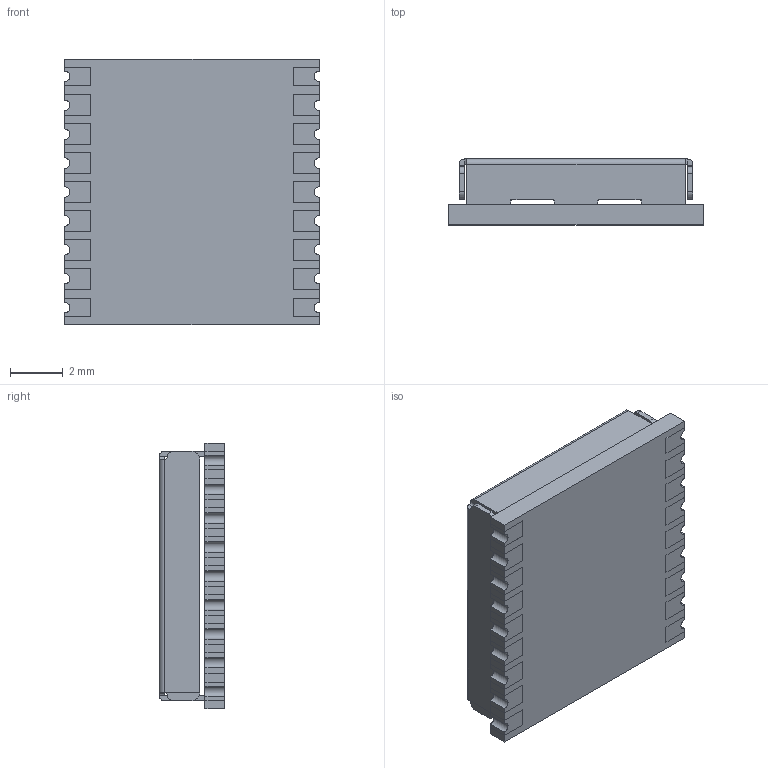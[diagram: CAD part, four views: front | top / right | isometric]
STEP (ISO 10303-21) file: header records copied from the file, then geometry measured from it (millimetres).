
FILE_DESCRIPTION (( 'STEP AP214' ), '1' );
FILE_NAME ('4BD6B2E8-BB7B-4AAE-9AFF-AA098B308A64.STEP', '2024-02-07T00:47:50', ( '' ), ( '' ), 'SwSTEP 2.0', 'SolidWorks 2022', '' );
FILE_SCHEMA (( 'AUTOMOTIVE_DESIGN' ));
Length unit declared in the file: centimetre
Products named in the file (1): 4BD6B2E8-BB7B-4AAE-9AFF-AA098B308A64
Bounding box: 9.7 x 2.5 x 10.1 mm (x, y, z)
Volume: 100.1 mm3; surface area: 547.6 mm2
Topology: 76 solids, 76 shells, 744 faces, 1635 edges, 1052 vertices
Faces by surface type: plane 582, cylinder 84, bspline 78
Entity records: 22279 total; most frequent: CARTESIAN_POINT 4498, ORIENTED_EDGE 3270, DIRECTION 2991, EDGE_CURVE 1635, VECTOR 1309, LINE 1309, VERTEX_POINT 1052, AXIS2_PLACEMENT_3D 841
